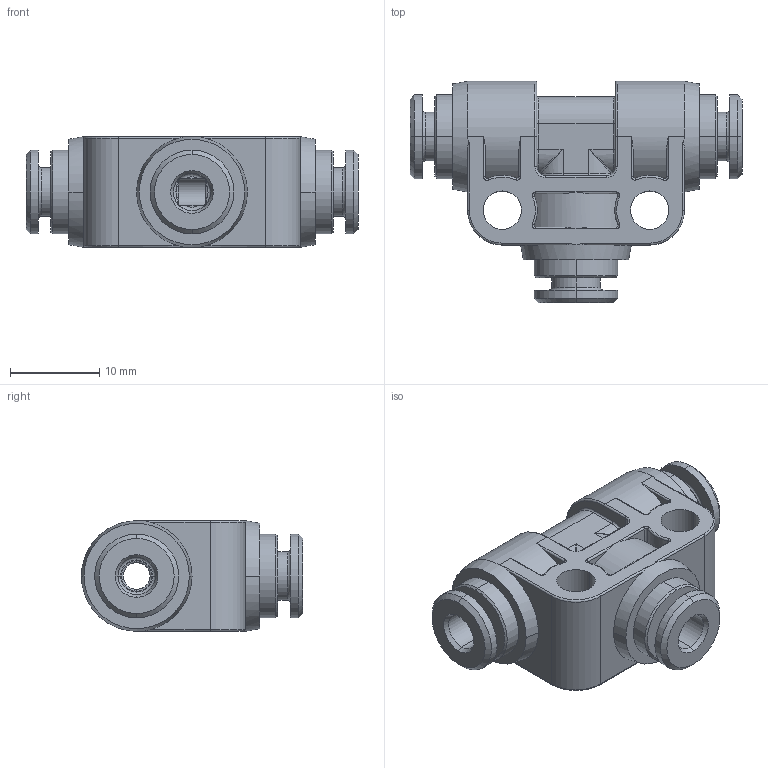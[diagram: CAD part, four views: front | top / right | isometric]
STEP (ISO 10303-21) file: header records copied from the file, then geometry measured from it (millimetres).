
FILE_DESCRIPTION(( 'MXP.29.04.04.stp' ), '1');
FILE_NAME( 'MXP.29.04.04.stp', '2021-02-22T15:44:53',( 'Sopra'),('sopra-pneumatic.com'), 'SwSTEP 2.0','SolidWorks 2009','' );
FILE_SCHEMA(('CONFIG_CONTROL_DESIGN'));
Length unit declared in the file: millimetre
Products named in the file (1): 367604B_954V-4FF
Bounding box: 37.2 x 24.8 x 12.4 mm (x, y, z)
Volume: 4905.6 mm3; surface area: 3598.2 mm2
Topology: 1 solids, 1 shells, 272 faces, 652 edges, 394 vertices
Faces by surface type: cylinder 119, torus 64, plane 49, cone 24, bspline 16
Entity records: 9322 total; most frequent: CARTESIAN_POINT 2964, DIRECTION 1393, ORIENTED_EDGE 1304, EDGE_CURVE 652, AXIS2_PLACEMENT_3D 588, VERTEX_POINT 394, CIRCLE 332, EDGE_LOOP 292
